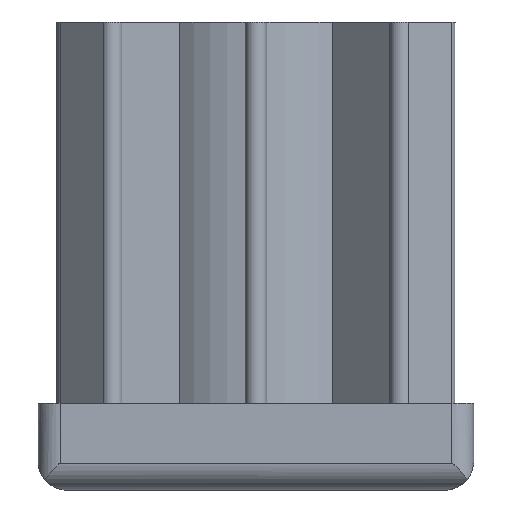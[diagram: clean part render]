
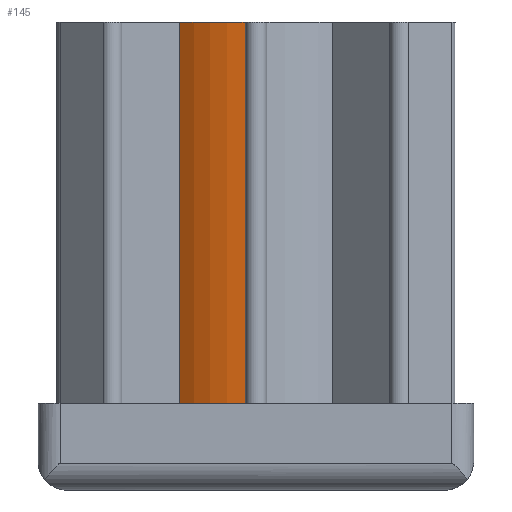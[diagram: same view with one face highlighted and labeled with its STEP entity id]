
A CAD part, front view. The second image highlights one B-rep face of the part: STEP entity #145.
In plain terms, the highlighted cylindrical face has radius 11 mm (diameter 22 mm), a partial arc.
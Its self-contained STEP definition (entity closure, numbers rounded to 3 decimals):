
#145 = ADVANCED_FACE( '', ( #324 ), #325, .T. );
#324 = FACE_OUTER_BOUND( '', #539, .T. );
#325 = CYLINDRICAL_SURFACE( '', #540, 11. );
#539 = EDGE_LOOP( '', ( #884, #885, #886, #887 ) );
#540 = AXIS2_PLACEMENT_3D( '', #888, #889, #890 );
#884 = ORIENTED_EDGE( '', *, *, #1306, .T. );
#885 = ORIENTED_EDGE( '', *, *, #1431, .T. );
#886 = ORIENTED_EDGE( '', *, *, #1432, .F. );
#887 = ORIENTED_EDGE( '', *, *, #1433, .F. );
#888 = CARTESIAN_POINT( '', ( 0., 0., 43. ) );
#889 = DIRECTION( '', ( 0., 0., 1. ) );
#890 = DIRECTION( '', ( -1., 0., 0. ) );
#1306 = EDGE_CURVE( '', #1561, #1559, #1562, .T. );
#1431 = EDGE_CURVE( '', #1559, #1774, #1775, .T. );
#1432 = EDGE_CURVE( '', #1776, #1774, #1777, .T. );
#1433 = EDGE_CURVE( '', #1561, #1776, #1778, .T. );
#1559 = VERTEX_POINT( '', #1937 );
#1561 = VERTEX_POINT( '', #1940 );
#1562 = LINE( '', #1941, #1942 );
#1774 = VERTEX_POINT( '', #2311 );
#1775 = CIRCLE( '', #2312, 11. );
#1776 = VERTEX_POINT( '', #2313 );
#1777 = LINE( '', #2314, #2315 );
#1778 = CIRCLE( '', #2316, 11. );
#1937 = CARTESIAN_POINT( '', ( -7.039, -8.453, 8. ) );
#1940 = CARTESIAN_POINT( '', ( -7.039, -8.453, 43. ) );
#1941 = CARTESIAN_POINT( '', ( -7.039, -8.453, 43. ) );
#1942 = VECTOR( '', #2575, 1000. );
#2311 = CARTESIAN_POINT( '', ( -1., -10.954, 8. ) );
#2312 = AXIS2_PLACEMENT_3D( '', #2694, #2695, #2696 );
#2313 = CARTESIAN_POINT( '', ( -1., -10.954, 43. ) );
#2314 = CARTESIAN_POINT( '', ( -1., -10.954, 43. ) );
#2315 = VECTOR( '', #2697, 1000. );
#2316 = AXIS2_PLACEMENT_3D( '', #2698, #2699, #2700 );
#2575 = DIRECTION( '', ( 0., 0., -1. ) );
#2694 = CARTESIAN_POINT( '', ( 0., 0., 8. ) );
#2695 = DIRECTION( '', ( 0., 0., 1. ) );
#2696 = DIRECTION( '', ( 1., 0., 0. ) );
#2697 = DIRECTION( '', ( 0., 0., -1. ) );
#2698 = CARTESIAN_POINT( '', ( 0., 0., 43. ) );
#2699 = DIRECTION( '', ( 0., 0., 1. ) );
#2700 = DIRECTION( '', ( 1., 0., 0. ) );
